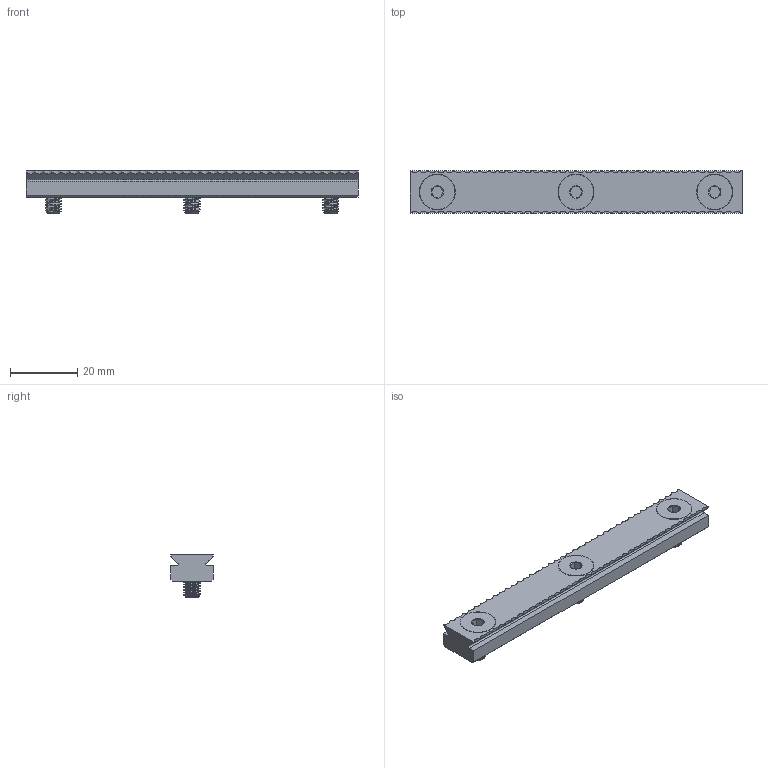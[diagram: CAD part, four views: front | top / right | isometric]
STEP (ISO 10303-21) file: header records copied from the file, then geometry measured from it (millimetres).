
FILE_DESCRIPTION (( 'STEP AP214' ), '1' );
FILE_NAME ('32054.STEP', '2019-12-24T15:39:49', ( 'Mike W' ), ( '' ), 'SwSTEP 2.0', 'SolidWorks 2018', '' );
FILE_SCHEMA (( 'AUTOMOTIVE_DESIGN' ));
Length unit declared in the file: inch
Products named in the file (3): 103212 FHCS_103212 FHCS; MSV1050_Orig_Te-Co_MSV1050_Orig_Te-Co; 32054
Assembly tree (4 placements, depth 2):
  32054
    MSV1050_Orig_Te-Co_MSV1050_Orig_Te-Co
    103212 FHCS_103212 FHCS  x3
Bounding box: 98.76 x 12.7 x 12.7 mm (x, y, z)
Volume: 9004.4 mm3; surface area: 6220.6 mm2
Topology: 4 solids, 4 shells, 408 faces, 1128 edges, 731 vertices
Faces by surface type: cylinder 225, plane 117, cone 54, torus 6, bspline 6
Entity records: 10046 total; most frequent: CARTESIAN_POINT 3661, ORIENTED_EDGE 1456, DIRECTION 1194, EDGE_CURVE 728, VERTEX_POINT 477, LINE 420, VECTOR 420, AXIS2_PLACEMENT_3D 387
